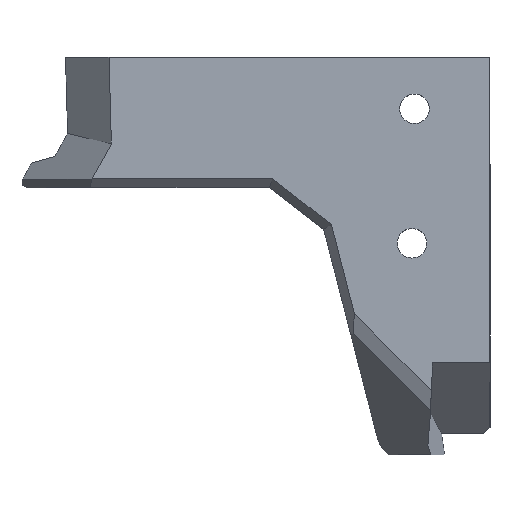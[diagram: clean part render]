
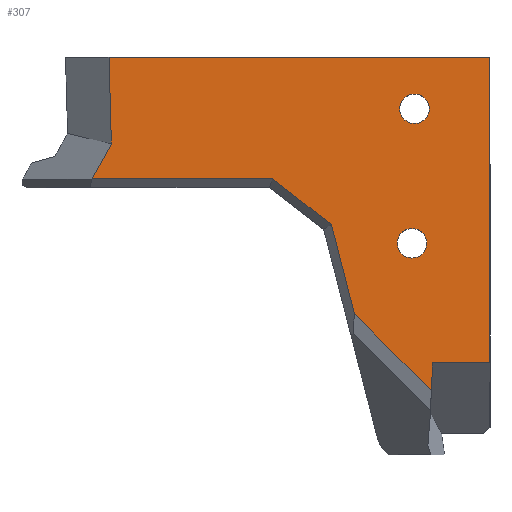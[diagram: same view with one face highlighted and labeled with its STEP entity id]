
A CAD part, top view. The second image highlights one B-rep face of the part: STEP entity #307.
In plain terms, the highlighted planar face has unit normal (0, 0, 1).
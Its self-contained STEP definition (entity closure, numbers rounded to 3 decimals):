
#6 = CARTESIAN_POINT ( 'NONE',  ( -294.487, -59., -574.262 ) ) ;
#8 = CARTESIAN_POINT ( 'NONE',  ( -255.993, -66.427, -574.262 ) ) ;
#16 = CARTESIAN_POINT ( 'NONE',  ( -202.331, -45., -574.262 ) ) ;
#19 = VERTEX_POINT ( 'NONE', #584 ) ;
#21 = AXIS2_PLACEMENT_3D ( 'NONE', #117, #693, #44 ) ;
#29 = CARTESIAN_POINT ( 'NONE',  ( -248.715, -80.182, -574.262 ) ) ;
#44 = DIRECTION ( 'NONE',  ( 1., 0., 0. ) ) ;
#45 = EDGE_LOOP ( 'NONE', ( #690, #223 ) ) ;
#47 = CARTESIAN_POINT ( 'NONE',  ( -264.32, -74.531, -574.262 ) ) ;
#55 = DIRECTION ( 'NONE',  ( -1., 0., 0. ) ) ;
#80 = CARTESIAN_POINT ( 'NONE',  ( -265.201, -71.108, -574.262 ) ) ;
#85 = ORIENTED_EDGE ( 'NONE', *, *, #972, .F. ) ;
#97 = DIRECTION ( 'NONE',  ( 0., -1., 0. ) ) ;
#117 = CARTESIAN_POINT ( 'NONE',  ( -257.693, -66.427, -574.262 ) ) ;
#118 = EDGE_CURVE ( 'NONE', #667, #847, #1137, .T. ) ;
#121 = LINE ( 'NONE', #370, #1052 ) ;
#163 = CARTESIAN_POINT ( 'NONE',  ( -241.717, -80.182, -574.262 ) ) ;
#166 = DIRECTION ( 'NONE',  ( 0., 0., 1. ) ) ;
#167 = ORIENTED_EDGE ( 'NONE', *, *, #1090, .F. ) ;
#182 = CARTESIAN_POINT ( 'NONE',  ( -257.693, -66.427, -574.262 ) ) ;
#199 = CARTESIAN_POINT ( 'NONE',  ( -273.752, -59., -574.262 ) ) ;
#203 = AXIS2_PLACEMENT_3D ( 'NONE', #182, #708, #936 ) ;
#210 = CIRCLE ( 'NONE', #569, 1.7 ) ;
#213 = EDGE_CURVE ( 'NONE', #1192, #1036, #1067, .T. ) ;
#223 = ORIENTED_EDGE ( 'NONE', *, *, #1191, .F. ) ;
#251 = VERTEX_POINT ( 'NONE', #953 ) ;
#253 = CARTESIAN_POINT ( 'NONE',  ( -274.362, -64.489, -574.262 ) ) ;
#305 = DIRECTION ( 'NONE',  ( -0.484, -0.875, 0. ) ) ;
#307 = ADVANCED_FACE ( 'NONE', ( #946, #754, #405 ), #416, .F. ) ;
#325 = VECTOR ( 'NONE', #707, 1000. ) ;
#327 = CARTESIAN_POINT ( 'NONE',  ( -273.752, -59., -574.262 ) ) ;
#333 = AXIS2_PLACEMENT_3D ( 'NONE', #1268, #1285, #97 ) ;
#362 = EDGE_LOOP ( 'NONE', ( #571, #729, #167, #506, #85, #766, #884, #1289, #891, #1001 ) ) ;
#370 = CARTESIAN_POINT ( 'NONE',  ( -254.261, -57.747, -574.262 ) ) ;
#385 = CARTESIAN_POINT ( 'NONE',  ( -291.053, -52.794, -574.262 ) ) ;
#386 = CARTESIAN_POINT ( 'NONE',  ( -266.083, -67.684, -574.262 ) ) ;
#405 = FACE_OUTER_BOUND ( 'NONE', #362, .T. ) ;
#416 = PLANE ( 'NONE',  #333 ) ;
#421 = CARTESIAN_POINT ( 'NONE',  ( -266.964, -64.261, -574.262 ) ) ;
#432 = EDGE_CURVE ( 'NONE', #19, #480, #827, .T. ) ;
#448 = DIRECTION ( 'NONE',  ( -1., 0., 0. ) ) ;
#480 = VERTEX_POINT ( 'NONE', #6 ) ;
#506 = ORIENTED_EDGE ( 'NONE', *, *, #1014, .F. ) ;
#507 = AXIS2_PLACEMENT_3D ( 'NONE', #841, #166, #1385 ) ;
#508 = VERTEX_POINT ( 'NONE', #1169 ) ;
#522 = VERTEX_POINT ( 'NONE', #199 ) ;
#533 = CARTESIAN_POINT ( 'NONE',  ( -292.465, -48.066, -574.262 ) ) ;
#569 = AXIS2_PLACEMENT_3D ( 'NONE', #1057, #597, #55 ) ;
#570 = EDGE_CURVE ( 'NONE', #508, #522, #602, .T. ) ;
#571 = ORIENTED_EDGE ( 'NONE', *, *, #1270, .T. ) ;
#584 = CARTESIAN_POINT ( 'NONE',  ( -292.276, -55.004, -574.262 ) ) ;
#597 = DIRECTION ( 'NONE',  ( 0., 0., 1. ) ) ;
#602 = B_SPLINE_CURVE_WITH_KNOTS ( 'NONE', 3,
 ( #421, #864, #1296, #327 ),
 .UNSPECIFIED., .F., .F.,
 ( 4, 4 ),
 ( 0.124, 0.983 ),
 .UNSPECIFIED. ) ;
#612 = CARTESIAN_POINT ( 'NONE',  ( -255.312, -80.182, -574.262 ) ) ;
#667 = VERTEX_POINT ( 'NONE', #29 ) ;
#681 = VECTOR ( 'NONE', #448, 1000. ) ;
#690 = ORIENTED_EDGE ( 'NONE', *, *, #893, .F. ) ;
#693 = DIRECTION ( 'NONE',  ( 0., 0., 1. ) ) ;
#707 = DIRECTION ( 'NONE',  ( 0., 1., 0. ) ) ;
#708 = DIRECTION ( 'NONE',  ( 0., 0., 1. ) ) ;
#729 = ORIENTED_EDGE ( 'NONE', *, *, #570, .F. ) ;
#742 = EDGE_CURVE ( 'NONE', #1036, #1192, #938, .T. ) ;
#754 = FACE_BOUND ( 'NONE', #1156, .T. ) ;
#757 = DIRECTION ( 'NONE',  ( 1., 0., 0. ) ) ;
#764 = VECTOR ( 'NONE', #305, 1000. ) ;
#766 = ORIENTED_EDGE ( 'NONE', *, *, #118, .F. ) ;
#779 = DIRECTION ( 'NONE',  ( -0.047, -0.999, 0. ) ) ;
#789 = VECTOR ( 'NONE', #1044, 1000. ) ;
#797 = VERTEX_POINT ( 'NONE', #1235 ) ;
#799 = VERTEX_POINT ( 'NONE', #1138 ) ;
#823 = CARTESIAN_POINT ( 'NONE',  ( -264.32, -74.531, -574.262 ) ) ;
#824 = VECTOR ( 'NONE', #757, 1000. ) ;
#827 = LINE ( 'NONE', #385, #764 ) ;
#835 = LINE ( 'NONE', #1144, #325 ) ;
#837 = ORIENTED_EDGE ( 'NONE', *, *, #742, .F. ) ;
#841 = CARTESIAN_POINT ( 'NONE',  ( -257.404, -50.95, -574.262 ) ) ;
#847 = VERTEX_POINT ( 'NONE', #612 ) ;
#864 = CARTESIAN_POINT ( 'NONE',  ( -269.227, -62.507, -574.262 ) ) ;
#879 = CARTESIAN_POINT ( 'NONE',  ( -248.715, -45., -574.262 ) ) ;
#884 = ORIENTED_EDGE ( 'NONE', *, *, #1175, .T. ) ;
#891 = ORIENTED_EDGE ( 'NONE', *, *, #1241, .T. ) ;
#893 = EDGE_CURVE ( 'NONE', #977, #251, #1111, .T. ) ;
#910 = VERTEX_POINT ( 'NONE', #823 ) ;
#936 = DIRECTION ( 'NONE',  ( 1., 0., 0. ) ) ;
#938 = CIRCLE ( 'NONE', #21, 1.7 ) ;
#946 = FACE_BOUND ( 'NONE', #45, .T. ) ;
#953 = CARTESIAN_POINT ( 'NONE',  ( -255.704, -50.95, -574.262 ) ) ;
#971 = CARTESIAN_POINT ( 'NONE',  ( -259.393, -66.427, -574.262 ) ) ;
#972 = EDGE_CURVE ( 'NONE', #847, #799, #121, .T. ) ;
#977 = VERTEX_POINT ( 'NONE', #1322 ) ;
#992 = LINE ( 'NONE', #16, #681 ) ;
#999 = DIRECTION ( 'NONE',  ( -0.707, 0.707, 0. ) ) ;
#1001 = ORIENTED_EDGE ( 'NONE', *, *, #432, .T. ) ;
#1014 = EDGE_CURVE ( 'NONE', #799, #910, #1222, .T. ) ;
#1036 = VERTEX_POINT ( 'NONE', #8 ) ;
#1037 = VERTEX_POINT ( 'NONE', #879 ) ;
#1044 = DIRECTION ( 'NONE',  ( -1., 0., 0. ) ) ;
#1049 = CARTESIAN_POINT ( 'NONE',  ( -266.964, -64.261, -574.262 ) ) ;
#1052 = VECTOR ( 'NONE', #779, 1000. ) ;
#1057 = CARTESIAN_POINT ( 'NONE',  ( -257.404, -50.95, -574.262 ) ) ;
#1060 = EDGE_CURVE ( 'NONE', #1037, #797, #992, .T. ) ;
#1067 = CIRCLE ( 'NONE', #203, 1.7 ) ;
#1090 = EDGE_CURVE ( 'NONE', #910, #508, #1293, .T. ) ;
#1111 = CIRCLE ( 'NONE', #507, 1.7 ) ;
#1137 = LINE ( 'NONE', #163, #789 ) ;
#1138 = CARTESIAN_POINT ( 'NONE',  ( -255.463, -83.389, -574.262 ) ) ;
#1144 = CARTESIAN_POINT ( 'NONE',  ( -248.715, -50.959, -574.262 ) ) ;
#1156 = EDGE_LOOP ( 'NONE', ( #837, #1165 ) ) ;
#1165 = ORIENTED_EDGE ( 'NONE', *, *, #213, .F. ) ;
#1169 = CARTESIAN_POINT ( 'NONE',  ( -266.964, -64.261, -574.262 ) ) ;
#1175 = EDGE_CURVE ( 'NONE', #667, #1037, #835, .T. ) ;
#1177 = DIRECTION ( 'NONE',  ( 0.027, -1., 0. ) ) ;
#1191 = EDGE_CURVE ( 'NONE', #251, #977, #210, .T. ) ;
#1192 = VERTEX_POINT ( 'NONE', #971 ) ;
#1222 = LINE ( 'NONE', #253, #1278 ) ;
#1235 = CARTESIAN_POINT ( 'NONE',  ( -292.549, -45., -574.262 ) ) ;
#1241 = EDGE_CURVE ( 'NONE', #797, #19, #1401, .T. ) ;
#1268 = CARTESIAN_POINT ( 'NONE',  ( -280.589, -56.513, -574.262 ) ) ;
#1270 = EDGE_CURVE ( 'NONE', #480, #522, #1294, .T. ) ;
#1278 = VECTOR ( 'NONE', #999, 1000. ) ;
#1285 = DIRECTION ( 'NONE',  ( 0., 0., -1. ) ) ;
#1289 = ORIENTED_EDGE ( 'NONE', *, *, #1060, .T. ) ;
#1293 = B_SPLINE_CURVE_WITH_KNOTS ( 'NONE', 3,
 ( #47, #80, #386, #1049 ),
 .UNSPECIFIED., .F., .F.,
 ( 4, 4 ),
 ( 1.592, 2.653 ),
 .UNSPECIFIED. ) ;
#1294 = LINE ( 'NONE', #1387, #824 ) ;
#1296 = CARTESIAN_POINT ( 'NONE',  ( -271.489, -60.754, -574.262 ) ) ;
#1297 = VECTOR ( 'NONE', #1177, 1000. ) ;
#1322 = CARTESIAN_POINT ( 'NONE',  ( -259.104, -50.95, -574.262 ) ) ;
#1385 = DIRECTION ( 'NONE',  ( -1., 0., 0. ) ) ;
#1387 = CARTESIAN_POINT ( 'NONE',  ( -276.306, -59., -574.262 ) ) ;
#1401 = LINE ( 'NONE', #533, #1297 ) ;
